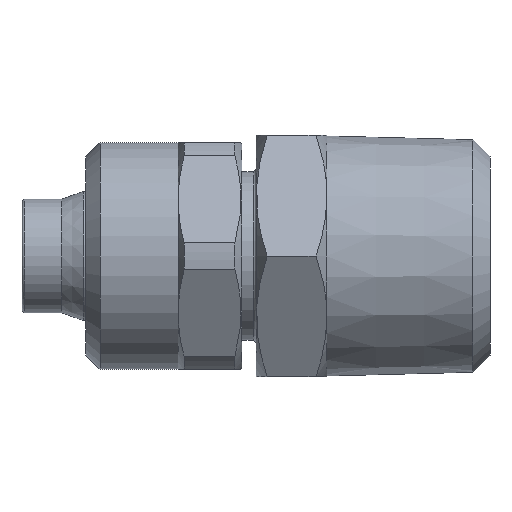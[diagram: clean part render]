
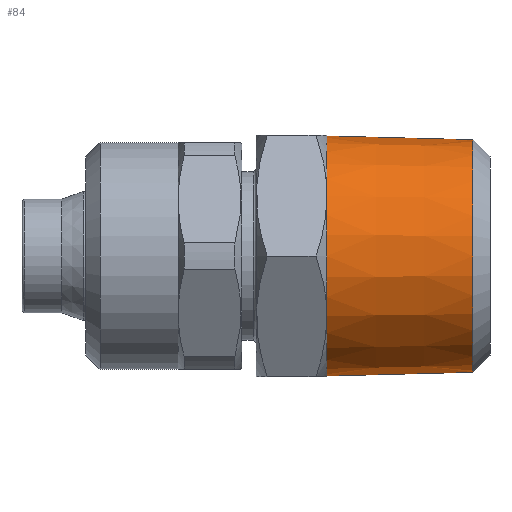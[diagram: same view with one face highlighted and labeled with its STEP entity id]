
A CAD part, left-side view. The second image highlights one B-rep face of the part: STEP entity #84.
In plain terms, the highlighted conical face has half-angle 1.47 degrees and reference radius 8.462 mm.
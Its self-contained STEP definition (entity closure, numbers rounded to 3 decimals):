
#30 = VECTOR ( 'NONE', #1779, 1000. ) ;
#84 = ADVANCED_FACE ( 'NONE', ( #2019 ), #1727, .T. ) ;
#136 = EDGE_CURVE ( 'NONE', #996, #995, #331, .T. ) ;
#137 = EDGE_CURVE ( 'NONE', #994, #993, #297, .T. ) ;
#203 = EDGE_CURVE ( 'NONE', #993, #995, #2082, .T. ) ;
#206 = EDGE_CURVE ( 'NONE', #994, #996, #2083, .T. ) ;
#286 = AXIS2_PLACEMENT_3D ( 'NONE', #1292, #1293, #1294 ) ;
#297 = CIRCLE ( 'NONE', #286, 8.198 ) ;
#319 = AXIS2_PLACEMENT_3D ( 'NONE', #1289, #1290, #1291 ) ;
#331 = CIRCLE ( 'NONE', #319, 8.462 ) ;
#339 = ORIENTED_EDGE ( 'NONE', *, *, #206, .T. ) ;
#340 = ORIENTED_EDGE ( 'NONE', *, *, #137, .F. ) ;
#341 = ORIENTED_EDGE ( 'NONE', *, *, #203, .F. ) ;
#342 = ORIENTED_EDGE ( 'NONE', *, *, #136, .T. ) ;
#427 = DIRECTION ( 'NONE',  ( 0., 1., 0. ) ) ;
#434 = DIRECTION ( 'NONE',  ( 0., 0., 1. ) ) ;
#441 = CARTESIAN_POINT ( 'NONE',  ( 0., 11.5, 0. ) ) ;
#654 = CARTESIAN_POINT ( 'NONE',  ( 0., 1.2, -8.198 ) ) ;
#655 = CARTESIAN_POINT ( 'NONE',  ( 0., 1.2, 8.198 ) ) ;
#656 = CARTESIAN_POINT ( 'NONE',  ( 0., 11.5, -8.462 ) ) ;
#657 = CARTESIAN_POINT ( 'NONE',  ( 0., 11.5, 8.462 ) ) ;
#775 = VECTOR ( 'NONE', #1654, 1000. ) ;
#993 = VERTEX_POINT ( 'NONE', #654 ) ;
#994 = VERTEX_POINT ( 'NONE', #655 ) ;
#995 = VERTEX_POINT ( 'NONE', #656 ) ;
#996 = VERTEX_POINT ( 'NONE', #657 ) ;
#1161 = EDGE_LOOP ( 'NONE', ( #341, #340, #339, #342 ) ) ;
#1289 = CARTESIAN_POINT ( 'NONE',  ( 0., 11.5, 0. ) ) ;
#1290 = DIRECTION ( 'NONE',  ( 0., -1., 0. ) ) ;
#1291 = DIRECTION ( 'NONE',  ( 0., 0., -1. ) ) ;
#1292 = CARTESIAN_POINT ( 'NONE',  ( 0., 1.2, 0. ) ) ;
#1293 = DIRECTION ( 'NONE',  ( 0., -1., 0. ) ) ;
#1294 = DIRECTION ( 'NONE',  ( 0., 0., -1. ) ) ;
#1653 = CARTESIAN_POINT ( 'NONE',  ( 0., 11.5, -8.462 ) ) ;
#1654 = DIRECTION ( 'NONE',  ( 0., 1., -0.026 ) ) ;
#1727 = CONICAL_SURFACE ( 'NONE', #1730, 8.462, 0.026 ) ;
#1730 = AXIS2_PLACEMENT_3D ( 'NONE', #441, #427, #434 ) ;
#1778 = CARTESIAN_POINT ( 'NONE',  ( 0., 11.5, 8.462 ) ) ;
#1779 = DIRECTION ( 'NONE',  ( 0., 1., 0.026 ) ) ;
#2019 = FACE_OUTER_BOUND ( 'NONE', #1161, .T. ) ;
#2082 = LINE ( 'NONE', #1653, #775 ) ;
#2083 = LINE ( 'NONE', #1778, #30 ) ;
